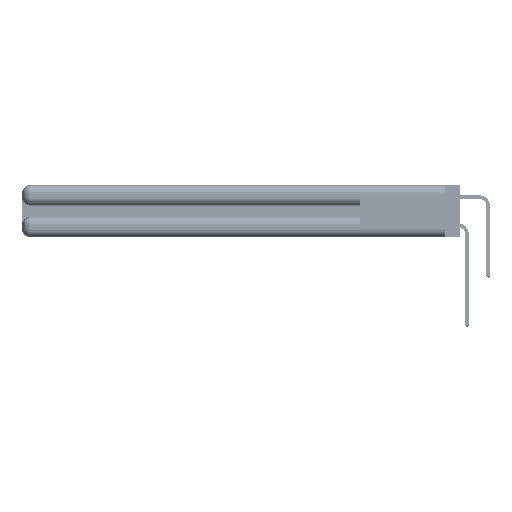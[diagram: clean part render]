
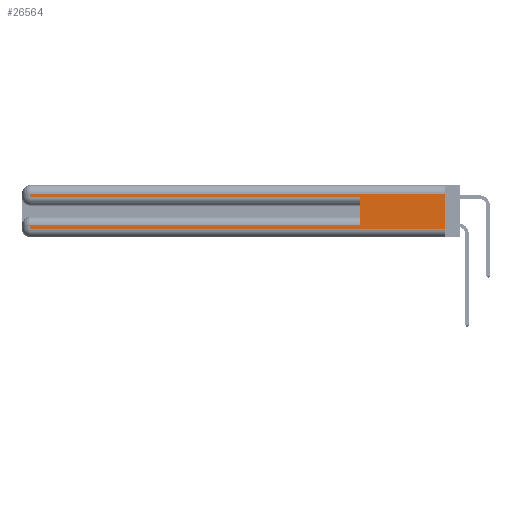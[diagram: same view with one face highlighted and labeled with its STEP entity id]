
A CAD part, left-side view. The second image highlights one B-rep face of the part: STEP entity #26564.
In plain terms, the highlighted planar face has unit normal (-1, 0, 0).
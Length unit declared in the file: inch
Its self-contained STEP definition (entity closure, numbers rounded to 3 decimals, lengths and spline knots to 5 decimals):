
#1172 = ORIENTED_EDGE ( 'NONE', *, *, #30239, .T. ) ;
#1200 = LINE ( 'NONE', #49770, #31286 ) ;
#1583 = EDGE_CURVE ( 'NONE', #22873, #41712, #26323, .T. ) ;
#2275 = VERTEX_POINT ( 'NONE', #29450 ) ;
#2782 = FACE_OUTER_BOUND ( 'NONE', #13995, .T. ) ;
#4259 = LINE ( 'NONE', #28724, #28565 ) ;
#4936 = DIRECTION ( 'NONE',  ( 0., 0., -1. ) ) ;
#6432 = CARTESIAN_POINT ( 'NONE',  ( 0., 2.94, 0.285 ) ) ;
#7309 = DIRECTION ( 'NONE',  ( 0., 0., -1. ) ) ;
#7761 = CARTESIAN_POINT ( 'NONE',  ( 0., 0., 0.06 ) ) ;
#7870 = CARTESIAN_POINT ( 'NONE',  ( 0., 0.6, 0.085 ) ) ;
#8628 = VECTOR ( 'NONE', #10828, 39.37008 ) ;
#10138 = VECTOR ( 'NONE', #7309, 39.37008 ) ;
#10573 = LINE ( 'NONE', #41525, #26618 ) ;
#10828 = DIRECTION ( 'NONE',  ( 0., 0., -1. ) ) ;
#10838 = DIRECTION ( 'NONE',  ( 1., 0., 0. ) ) ;
#10972 = VECTOR ( 'NONE', #50090, 39.37008 ) ;
#11321 = ORIENTED_EDGE ( 'NONE', *, *, #34533, .T. ) ;
#12345 = LINE ( 'NONE', #16027, #28350 ) ;
#13995 = EDGE_LOOP ( 'NONE', ( #51495, #32085, #27017, #39382, #43911, #1172, #11321, #49630 ) ) ;
#14105 = PLANE ( 'NONE',  #36448 ) ;
#14793 = CARTESIAN_POINT ( 'NONE',  ( 0., 2.94, 0.37 ) ) ;
#15159 = DIRECTION ( 'NONE',  ( 0., 0., -1. ) ) ;
#15923 = DIRECTION ( 'NONE',  ( 0., -1., 0. ) ) ;
#16027 = CARTESIAN_POINT ( 'NONE',  ( 0., 0., 0.285 ) ) ;
#16553 = DIRECTION ( 'NONE',  ( 0., 1., 0. ) ) ;
#19971 = CARTESIAN_POINT ( 'NONE',  ( 0., 0., 0.37 ) ) ;
#20953 = EDGE_CURVE ( 'NONE', #47496, #37831, #12345, .T. ) ;
#21530 = CARTESIAN_POINT ( 'NONE',  ( 0., 0.6, 0.145 ) ) ;
#22277 = EDGE_CURVE ( 'NONE', #47034, #37831, #28865, .T. ) ;
#22873 = VERTEX_POINT ( 'NONE', #44674 ) ;
#24233 = DIRECTION ( 'NONE',  ( 0., -1., 0. ) ) ;
#24621 = LINE ( 'NONE', #14793, #8628 ) ;
#25697 = VECTOR ( 'NONE', #15923, 39.37008 ) ;
#26323 = LINE ( 'NONE', #44485, #25697 ) ;
#26564 = ADVANCED_FACE ( 'NONE', ( #2782 ), #14105, .F. ) ;
#26618 = VECTOR ( 'NONE', #4936, 39.37008 ) ;
#27017 = ORIENTED_EDGE ( 'NONE', *, *, #44026, .T. ) ;
#28022 = LINE ( 'NONE', #19971, #10138 ) ;
#28350 = VECTOR ( 'NONE', #24233, 39.37008 ) ;
#28565 = VECTOR ( 'NONE', #16553, 39.37008 ) ;
#28724 = CARTESIAN_POINT ( 'NONE',  ( 0., 0., 0.31 ) ) ;
#28865 = LINE ( 'NONE', #21530, #10972 ) ;
#29450 = CARTESIAN_POINT ( 'NONE',  ( 0., 2.94, 0.31 ) ) ;
#29819 = EDGE_CURVE ( 'NONE', #31440, #41712, #28022, .T. ) ;
#30239 = EDGE_CURVE ( 'NONE', #47034, #39886, #1200, .T. ) ;
#31286 = VECTOR ( 'NONE', #33733, 39.37008 ) ;
#31440 = VERTEX_POINT ( 'NONE', #41397 ) ;
#32085 = ORIENTED_EDGE ( 'NONE', *, *, #43012, .T. ) ;
#33733 = DIRECTION ( 'NONE',  ( 0., 1., 0. ) ) ;
#34533 = EDGE_CURVE ( 'NONE', #39886, #22873, #10573, .T. ) ;
#36089 = CARTESIAN_POINT ( 'NONE',  ( 0., 0.6, 0.285 ) ) ;
#36097 = CARTESIAN_POINT ( 'NONE',  ( 0., 2.94, 0.085 ) ) ;
#36448 = AXIS2_PLACEMENT_3D ( 'NONE', #51238, #10838, #15159 ) ;
#37831 = VERTEX_POINT ( 'NONE', #36089 ) ;
#39382 = ORIENTED_EDGE ( 'NONE', *, *, #20953, .T. ) ;
#39886 = VERTEX_POINT ( 'NONE', #36097 ) ;
#41397 = CARTESIAN_POINT ( 'NONE',  ( 0., 0., 0.31 ) ) ;
#41525 = CARTESIAN_POINT ( 'NONE',  ( 0., 2.94, 0.37 ) ) ;
#41712 = VERTEX_POINT ( 'NONE', #7761 ) ;
#43012 = EDGE_CURVE ( 'NONE', #31440, #2275, #4259, .T. ) ;
#43911 = ORIENTED_EDGE ( 'NONE', *, *, #22277, .F. ) ;
#44026 = EDGE_CURVE ( 'NONE', #2275, #47496, #24621, .T. ) ;
#44485 = CARTESIAN_POINT ( 'NONE',  ( 0., 0., 0.06 ) ) ;
#44674 = CARTESIAN_POINT ( 'NONE',  ( 0., 2.94, 0.06 ) ) ;
#47034 = VERTEX_POINT ( 'NONE', #7870 ) ;
#47496 = VERTEX_POINT ( 'NONE', #6432 ) ;
#49630 = ORIENTED_EDGE ( 'NONE', *, *, #1583, .T. ) ;
#49770 = CARTESIAN_POINT ( 'NONE',  ( 0., 0., 0.085 ) ) ;
#50090 = DIRECTION ( 'NONE',  ( 0., 0., 1. ) ) ;
#51238 = CARTESIAN_POINT ( 'NONE',  ( 0., 0., 0.37 ) ) ;
#51495 = ORIENTED_EDGE ( 'NONE', *, *, #29819, .F. ) ;
